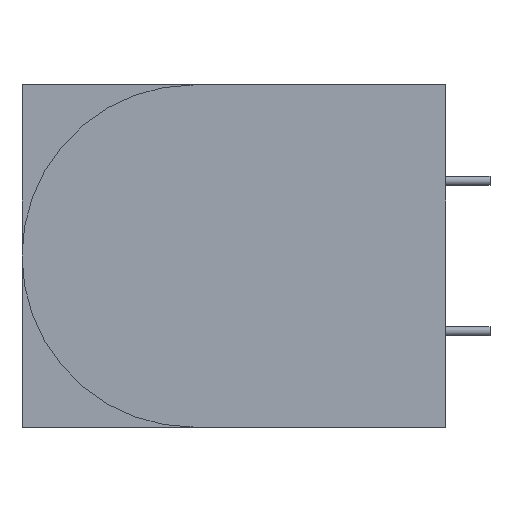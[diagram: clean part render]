
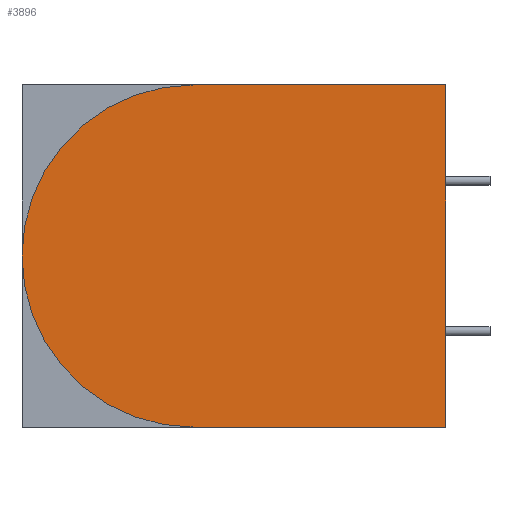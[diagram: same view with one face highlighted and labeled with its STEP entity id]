
A CAD part, left-side view. The second image highlights one B-rep face of the part: STEP entity #3896.
In plain terms, the highlighted planar face has unit normal (-1, 0, 0).
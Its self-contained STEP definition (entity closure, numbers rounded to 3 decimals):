
#48 = CARTESIAN_POINT ( 'NONE',  ( 0., 34.1, 23.1 ) ) ;
#117 = CARTESIAN_POINT ( 'NONE',  ( 0., 0., 0. ) ) ;
#183 = CARTESIAN_POINT ( 'NONE',  ( 0., 0., 46.2 ) ) ;
#304 = CARTESIAN_POINT ( 'NONE',  ( 0., 34.1, 46.2 ) ) ;
#523 = VERTEX_POINT ( 'NONE', #2857 ) ;
#616 = EDGE_CURVE ( 'NONE', #523, #2803, #1610, .T. ) ;
#638 = ORIENTED_EDGE ( 'NONE', *, *, #616, .T. ) ;
#985 = DIRECTION ( 'NONE',  ( 0., -1., 0. ) ) ;
#1168 = EDGE_CURVE ( 'NONE', #2958, #2803, #2305, .T. ) ;
#1255 = VECTOR ( 'NONE', #985, 1000. ) ;
#1259 = FACE_OUTER_BOUND ( 'NONE', #3416, .T. ) ;
#1541 = ORIENTED_EDGE ( 'NONE', *, *, #1691, .F. ) ;
#1600 = AXIS2_PLACEMENT_3D ( 'NONE', #2019, #2239, #3469 ) ;
#1610 = LINE ( 'NONE', #117, #1255 ) ;
#1691 = EDGE_CURVE ( 'NONE', #2083, #2958, #3343, .T. ) ;
#1883 = VECTOR ( 'NONE', #2066, 1000. ) ;
#1999 = CIRCLE ( 'NONE', #2593, 23.1 ) ;
#2019 = CARTESIAN_POINT ( 'NONE',  ( 0., 0., 46.2 ) ) ;
#2066 = DIRECTION ( 'NONE',  ( 0., -1., 0. ) ) ;
#2083 = VERTEX_POINT ( 'NONE', #304 ) ;
#2122 = CARTESIAN_POINT ( 'NONE',  ( 0., 0., 46.2 ) ) ;
#2214 = DIRECTION ( 'NONE',  ( 1., 0., 0. ) ) ;
#2239 = DIRECTION ( 'NONE',  ( 1., 0., 0. ) ) ;
#2305 = LINE ( 'NONE', #2601, #2343 ) ;
#2343 = VECTOR ( 'NONE', #3154, 1000. ) ;
#2593 = AXIS2_PLACEMENT_3D ( 'NONE', #48, #2214, #3442 ) ;
#2601 = CARTESIAN_POINT ( 'NONE',  ( 0., 0., 46.2 ) ) ;
#2797 = ORIENTED_EDGE ( 'NONE', *, *, #3368, .F. ) ;
#2803 = VERTEX_POINT ( 'NONE', #3856 ) ;
#2857 = CARTESIAN_POINT ( 'NONE',  ( 0., 34.1, 0. ) ) ;
#2958 = VERTEX_POINT ( 'NONE', #2122 ) ;
#3154 = DIRECTION ( 'NONE',  ( 0., 0., -1. ) ) ;
#3343 = LINE ( 'NONE', #183, #1883 ) ;
#3368 = EDGE_CURVE ( 'NONE', #523, #2083, #1999, .T. ) ;
#3416 = EDGE_LOOP ( 'NONE', ( #2797, #638, #3648, #1541 ) ) ;
#3442 = DIRECTION ( 'NONE',  ( 0., 0., -1. ) ) ;
#3469 = DIRECTION ( 'NONE',  ( 0., 0., -1. ) ) ;
#3648 = ORIENTED_EDGE ( 'NONE', *, *, #1168, .F. ) ;
#3669 = PLANE ( 'NONE',  #1600 ) ;
#3856 = CARTESIAN_POINT ( 'NONE',  ( 0., 0., 0. ) ) ;
#3896 = ADVANCED_FACE ( 'NONE', ( #1259 ), #3669, .F. ) ;
